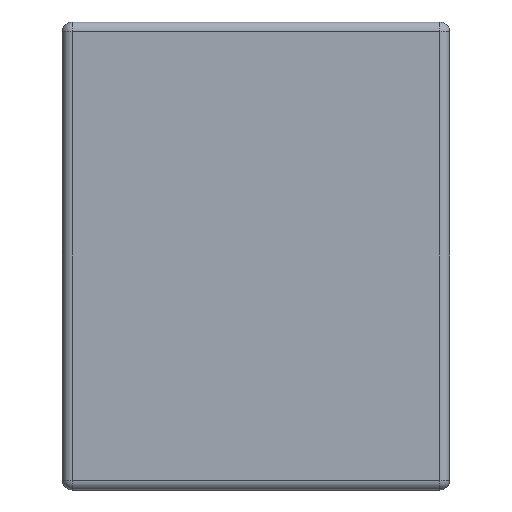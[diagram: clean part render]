
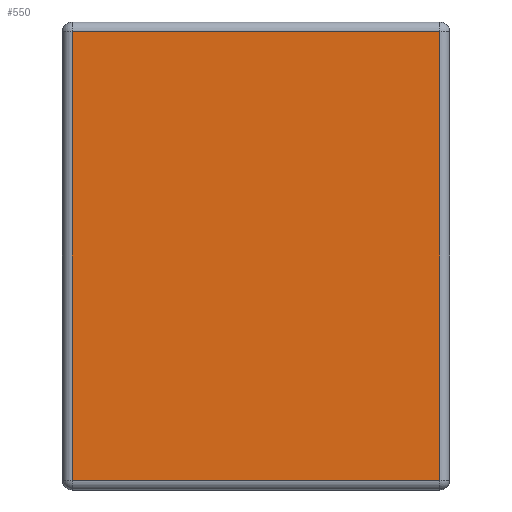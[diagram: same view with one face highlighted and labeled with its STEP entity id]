
A CAD part, left-side view. The second image highlights one B-rep face of the part: STEP entity #550.
In plain terms, the highlighted planar face has unit normal (-1, 0, 0).
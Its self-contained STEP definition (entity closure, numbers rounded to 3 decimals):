
#67 = FACE_OUTER_BOUND ( 'NONE', #960, .T. ) ;
#105 = EDGE_CURVE ( 'NONE', #4072, #2085, #4086, .T. ) ;
#108 = VECTOR ( 'NONE', #3258, 1000. ) ;
#253 = ORIENTED_EDGE ( 'NONE', *, *, #105, .T. ) ;
#278 = DIRECTION ( 'NONE',  ( 0., 1., 0. ) ) ;
#330 = VERTEX_POINT ( 'NONE', #487 ) ;
#348 = CARTESIAN_POINT ( 'NONE',  ( 0., 0.03, -0.03 ) ) ;
#379 = ORIENTED_EDGE ( 'NONE', *, *, #1472, .T. ) ;
#386 = CARTESIAN_POINT ( 'NONE',  ( 0., 1.17, -1.42 ) ) ;
#487 = CARTESIAN_POINT ( 'NONE',  ( 0., 0.03, -1.42 ) ) ;
#525 = VECTOR ( 'NONE', #3912, 1000. ) ;
#550 = ADVANCED_FACE ( 'NONE', ( #67 ), #3777, .T. ) ;
#726 = EDGE_CURVE ( 'NONE', #2085, #2418, #2558, .T. ) ;
#949 = CARTESIAN_POINT ( 'NONE',  ( 0., 1.2, -0.03 ) ) ;
#960 = EDGE_LOOP ( 'NONE', ( #4564, #379, #253, #2300 ) ) ;
#1265 = VECTOR ( 'NONE', #278, 1000. ) ;
#1342 = CARTESIAN_POINT ( 'NONE',  ( 0., 1.17, -1.45 ) ) ;
#1472 = EDGE_CURVE ( 'NONE', #330, #4072, #3522, .T. ) ;
#1572 = LINE ( 'NONE', #2958, #2922 ) ;
#2085 = VERTEX_POINT ( 'NONE', #2330 ) ;
#2197 = AXIS2_PLACEMENT_3D ( 'NONE', #4484, #2331, #3014 ) ;
#2300 = ORIENTED_EDGE ( 'NONE', *, *, #726, .T. ) ;
#2330 = CARTESIAN_POINT ( 'NONE',  ( 0., 1.17, -0.03 ) ) ;
#2331 = DIRECTION ( 'NONE',  ( -1., 0., 0. ) ) ;
#2418 = VERTEX_POINT ( 'NONE', #386 ) ;
#2529 = EDGE_CURVE ( 'NONE', #2418, #330, #1572, .T. ) ;
#2558 = LINE ( 'NONE', #1342, #525 ) ;
#2922 = VECTOR ( 'NONE', #4053, 1000. ) ;
#2958 = CARTESIAN_POINT ( 'NONE',  ( 0., 0., -1.42 ) ) ;
#3014 = DIRECTION ( 'NONE',  ( 0., 0., 1. ) ) ;
#3258 = DIRECTION ( 'NONE',  ( 0., 0., 1. ) ) ;
#3522 = LINE ( 'NONE', #4673, #108 ) ;
#3777 = PLANE ( 'NONE',  #2197 ) ;
#3912 = DIRECTION ( 'NONE',  ( 0., 0., -1. ) ) ;
#4053 = DIRECTION ( 'NONE',  ( 0., -1., 0. ) ) ;
#4072 = VERTEX_POINT ( 'NONE', #348 ) ;
#4086 = LINE ( 'NONE', #949, #1265 ) ;
#4484 = CARTESIAN_POINT ( 'NONE',  ( 0., 0., 0. ) ) ;
#4564 = ORIENTED_EDGE ( 'NONE', *, *, #2529, .T. ) ;
#4673 = CARTESIAN_POINT ( 'NONE',  ( 0., 0.03, 0. ) ) ;
